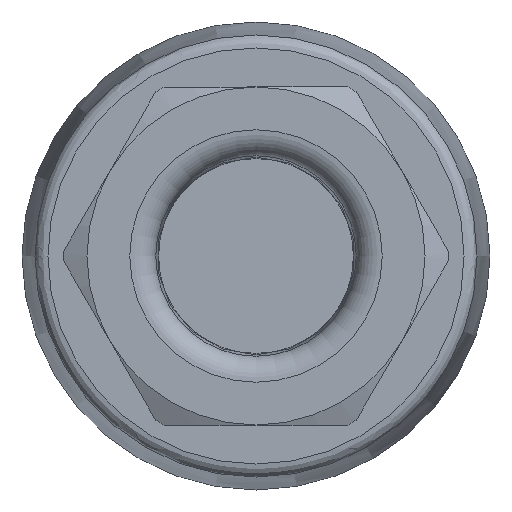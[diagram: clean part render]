
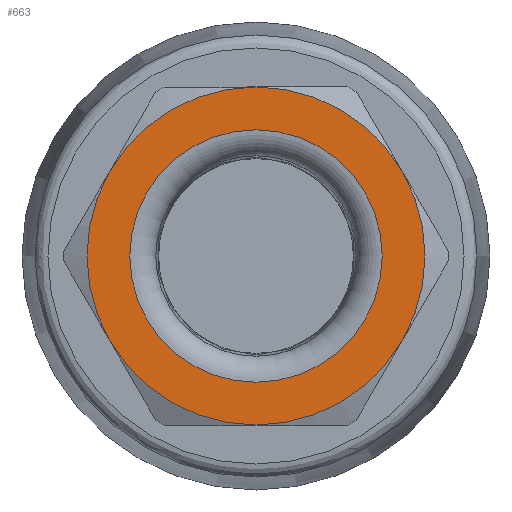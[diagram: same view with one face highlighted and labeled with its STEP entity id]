
A CAD part, front view. The second image highlights one B-rep face of the part: STEP entity #663.
In plain terms, the highlighted planar face has unit normal (0, -1, 0).
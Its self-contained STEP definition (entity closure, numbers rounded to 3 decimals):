
#663=ADVANCED_FACE('',(#826,#827),#758,.F.);
#758=PLANE('',#1917);
#826=FACE_BOUND('',#922,.T.);
#827=FACE_BOUND('',#923,.T.);
#922=EDGE_LOOP('',(#1105));
#923=EDGE_LOOP('',(#1106,#1107,#1108,#1109,#1110,#1111));
#1105=ORIENTED_EDGE('',*,*,#1593,.T.);
#1106=ORIENTED_EDGE('',*,*,#1594,.F.);
#1107=ORIENTED_EDGE('',*,*,#1595,.F.);
#1108=ORIENTED_EDGE('',*,*,#1596,.F.);
#1109=ORIENTED_EDGE('',*,*,#1597,.F.);
#1110=ORIENTED_EDGE('',*,*,#1598,.F.);
#1111=ORIENTED_EDGE('',*,*,#1599,.F.);
#1452=VERTEX_POINT('',#2692);
#1453=VERTEX_POINT('',#2694);
#1454=VERTEX_POINT('',#2695);
#1455=VERTEX_POINT('',#2697);
#1456=VERTEX_POINT('',#2699);
#1457=VERTEX_POINT('',#2701);
#1458=VERTEX_POINT('',#2703);
#1593=EDGE_CURVE('',#1452,#1452,#1773,.T.);
#1594=EDGE_CURVE('',#1453,#1454,#1774,.T.);
#1595=EDGE_CURVE('',#1455,#1453,#1775,.T.);
#1596=EDGE_CURVE('',#1456,#1455,#1776,.T.);
#1597=EDGE_CURVE('',#1457,#1456,#1777,.T.);
#1598=EDGE_CURVE('',#1458,#1457,#1778,.T.);
#1599=EDGE_CURVE('',#1454,#1458,#1779,.T.);
#1773=CIRCLE('',#1910,4.854);
#1774=CIRCLE('',#1911,6.5);
#1775=CIRCLE('',#1912,6.5);
#1776=CIRCLE('',#1913,6.5);
#1777=CIRCLE('',#1914,6.5);
#1778=CIRCLE('',#1915,6.5);
#1779=CIRCLE('',#1916,6.5);
#1910=AXIS2_PLACEMENT_3D('',#2691,#2175,#2176);
#1911=AXIS2_PLACEMENT_3D('',#2693,#2177,#2178);
#1912=AXIS2_PLACEMENT_3D('',#2696,#2179,#2180);
#1913=AXIS2_PLACEMENT_3D('',#2698,#2181,#2182);
#1914=AXIS2_PLACEMENT_3D('',#2700,#2183,#2184);
#1915=AXIS2_PLACEMENT_3D('',#2702,#2185,#2186);
#1916=AXIS2_PLACEMENT_3D('',#2704,#2187,#2188);
#1917=AXIS2_PLACEMENT_3D('',#2705,#2189,#2190);
#2175=DIRECTION('',(0.,1.,0.));
#2176=DIRECTION('',(1.,0.,0.));
#2177=DIRECTION('',(0.,1.,0.));
#2178=DIRECTION('',(0.,0.,1.));
#2179=DIRECTION('',(0.,1.,0.));
#2180=DIRECTION('',(0.,0.,1.));
#2181=DIRECTION('',(0.,1.,0.));
#2182=DIRECTION('',(0.,0.,1.));
#2183=DIRECTION('',(0.,1.,0.));
#2184=DIRECTION('',(0.,0.,1.));
#2185=DIRECTION('',(0.,1.,0.));
#2186=DIRECTION('',(0.,0.,1.));
#2187=DIRECTION('',(0.,1.,0.));
#2188=DIRECTION('',(0.,0.,1.));
#2189=DIRECTION('',(0.,1.,0.));
#2190=DIRECTION('',(1.,0.,0.));
#2691=CARTESIAN_POINT('',(21.985,-73.565,0.));
#2692=CARTESIAN_POINT('',(26.839,-73.565,0.));
#2693=CARTESIAN_POINT('',(21.985,-73.565,0.));
#2694=CARTESIAN_POINT('',(27.613,-73.565,3.251));
#2695=CARTESIAN_POINT('',(27.614,-73.565,-3.25));
#2696=CARTESIAN_POINT('',(21.985,-73.565,0.));
#2697=CARTESIAN_POINT('',(21.984,-73.565,6.5));
#2698=CARTESIAN_POINT('',(21.985,-73.565,0.));
#2699=CARTESIAN_POINT('',(16.355,-73.565,3.25));
#2700=CARTESIAN_POINT('',(21.985,-73.565,0.));
#2701=CARTESIAN_POINT('',(16.355,-73.565,-3.25));
#2702=CARTESIAN_POINT('',(21.985,-73.565,0.));
#2703=CARTESIAN_POINT('',(21.985,-73.565,-6.5));
#2704=CARTESIAN_POINT('',(21.985,-73.565,0.));
#2705=CARTESIAN_POINT('',(10.726,-73.565,6.499));
